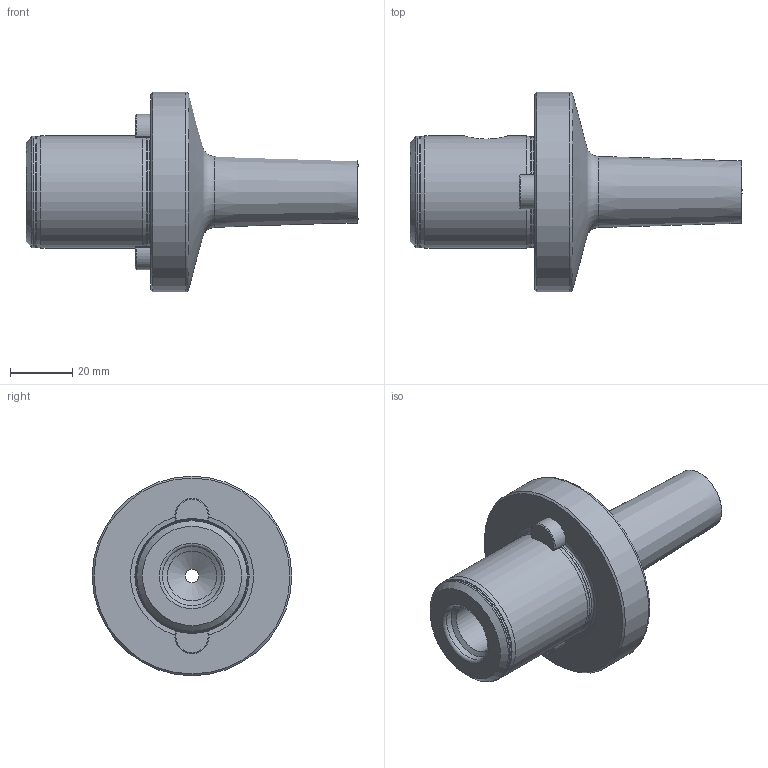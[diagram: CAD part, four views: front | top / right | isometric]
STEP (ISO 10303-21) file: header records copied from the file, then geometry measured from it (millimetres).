
FILE_DESCRIPTION (( 'STEP AP214' ), '1' );
FILE_NAME ('ST6.ST1.K01.066.STEP', '2021-08-05T14:53:18', ( '' ), ( '' ), 'SwSTEP 2.0', 'SolidWorks 2017', '' );
FILE_SCHEMA (( 'AUTOMOTIVE_DESIGN' ));
Length unit declared in the file: millimetre
Products named in the file (4): ST6-ST1.K01.066_B; ST6-ER2.001.012_A; ST6.ST1.K01.066; ST1-ER1.001.005_A
Assembly tree (4 placements, depth 2):
  ST6.ST1.K01.066
    ST6-ST1.K01.066_B
    ST1-ER1.001.005_A
    ST6-ER2.001.012_A  x2
Bounding box: 106.5 x 64 x 64 mm (x, y, z)
Volume: 91857.8 mm3; surface area: 21358.3 mm2
Topology: 4 solids, 4 shells, 109 faces, 246 edges, 146 vertices
Faces by surface type: cone 34, plane 32, cylinder 27, torus 14, bspline 2
Full cylindrical faces by diameter (mm): 2 x1, 3.5 x1, 4 x1, 4.2 x1, 5 x4, 8.5 x1, 11 x1, 12 x1, 16 x1, 19 x1, 35.3 x1, 35.8 x1, 36 x1, 64 x1
Entity records: 3004 total; most frequent: CARTESIAN_POINT 973, DIRECTION 406, ORIENTED_EDGE 302, AXIS2_PLACEMENT_3D 181, EDGE_LOOP 154, EDGE_CURVE 151, FACE_OUTER_BOUND 122, VERTEX_POINT 115
